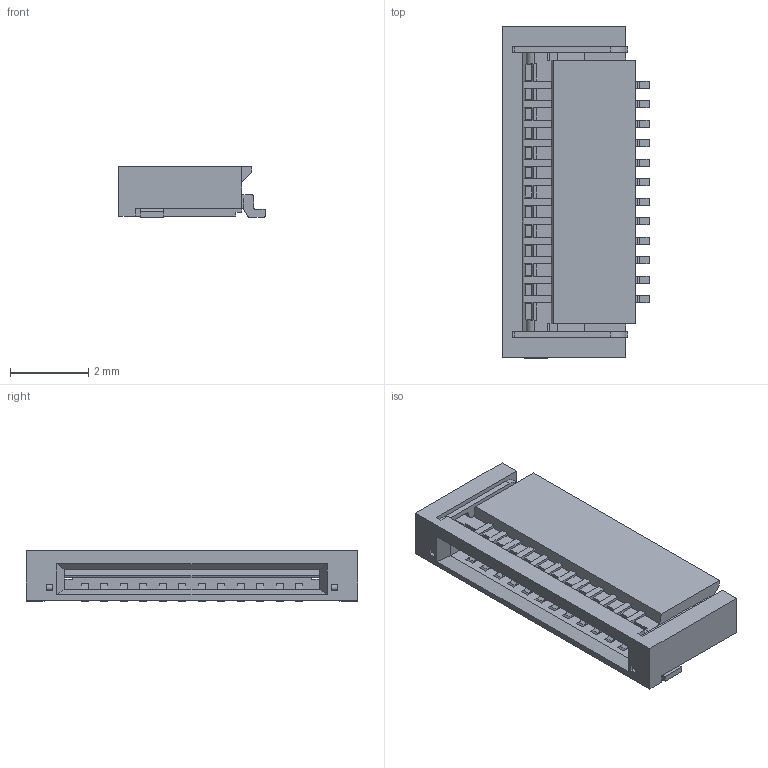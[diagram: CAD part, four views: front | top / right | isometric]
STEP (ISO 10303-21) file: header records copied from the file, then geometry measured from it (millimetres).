
FILE_DESCRIPTION(/* description */ (''),/* implementation_level */ '2;1');
FILE_NAME(/* name */ 'Amphenol_10051922-1210ELF v2.step',/* time_stamp */ '2022-03-16T20:30:27+01:00',/* author */ (''),/* organization */ (''),/* preprocessor_version */ 'ST-DEVELOPER v18.1',/* originating_system */ 'Autodesk Translation Framework v10.13.0.1454',/* authorisation */ '');
FILE_SCHEMA (('AUTOMOTIVE_DESIGN { 1 0 10303 214 3 1 1 }'));
Length unit declared in the file: millimetre
Products named in the file (1): Amphenol_10051922-1210ELF
Bounding box: 3.75 x 8.5 x 1.3 mm (x, y, z)
Volume: 24.8 mm3; surface area: 162.5 mm2
Topology: 1 solids, 1 shells, 524 faces, 1579 edges, 1030 vertices
Faces by surface type: plane 412, cylinder 112
Entity records: 17650 total; most frequent: ORIENTED_EDGE 3158, CARTESIAN_POINT 3134, DIRECTION 2855, EDGE_CURVE 1579, LINE 1353, VECTOR 1353, VERTEX_POINT 1030, AXIS2_PLACEMENT_3D 751
